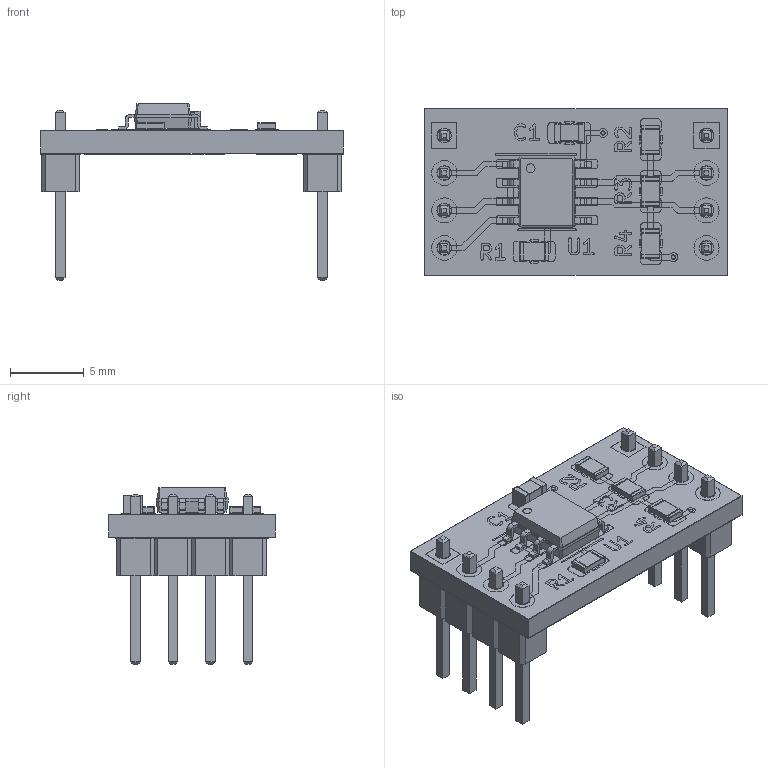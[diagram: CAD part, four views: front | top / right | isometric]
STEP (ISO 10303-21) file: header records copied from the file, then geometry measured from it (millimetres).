
FILE_DESCRIPTION(('KiCad electronic assembly'),'2;1');
FILE_NAME('RS485.step','2025-03-27T14:12:16',('Pcbnew'),('Kicad'), 'Open CASCADE STEP processor 7.8','KiCad to STEP converter','Unknown' );
FILE_SCHEMA(('AUTOMOTIVE_DESIGN { 1 0 10303 214 1 1 1 1 }'));
Length unit declared in the file: millimetre
Products named in the file (11): RS485 1; R_0805_2012Metric; C_0805_2012Metric; SOIC-8_3.9x4.9mm_P1.27mm; PinHeader_1x04_P2.54mm_Vertical; RS485_copper; RS485_pad; RS485_via; RS485_silkscreen; RS485_soldermask; RS485_PCB
Assembly tree (14 placements, depth 2):
  RS485 1
    R_0805_2012Metric  x4
    C_0805_2012Metric
    SOIC-8_3.9x4.9mm_P1.27mm
    PinHeader_1x04_P2.54mm_Vertical  x2
    RS485_copper
    RS485_pad
    RS485_via
    RS485_silkscreen
    RS485_soldermask
    RS485_PCB
Bounding box: 20.52 x 11.32 x 11.97 mm (x, y, z)
Volume: 539.6 mm3; surface area: 1799.4 mm2
Topology: 62 solids, 116 shells, 973 faces, 3484 edges, 2708 vertices
Faces by surface type: plane 696, cylinder 245, bspline 32
Full cylindrical faces by diameter (mm): 0.25 x2, 0.3 x6, 0.6 x3, 0.95 x24, 1 x16, 1.7 x12
Entity records: 35694 total; most frequent: CARTESIAN_POINT 6408, DIRECTION 5346, ORIENTED_EDGE 4792, EDGE_CURVE 3042, VERTEX_POINT 2428, LINE 2230, VECTOR 2230, AXIS2_PLACEMENT_3D 1558
